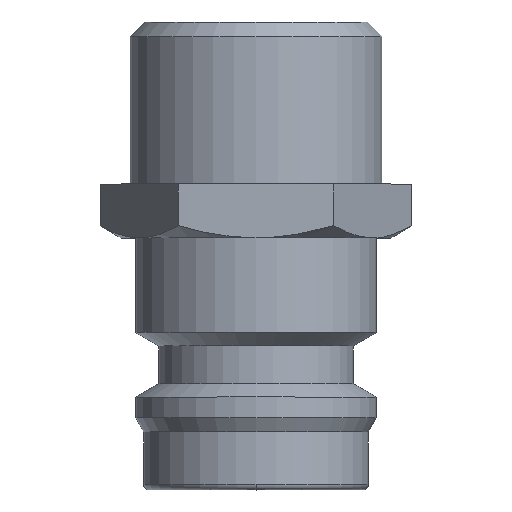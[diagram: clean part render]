
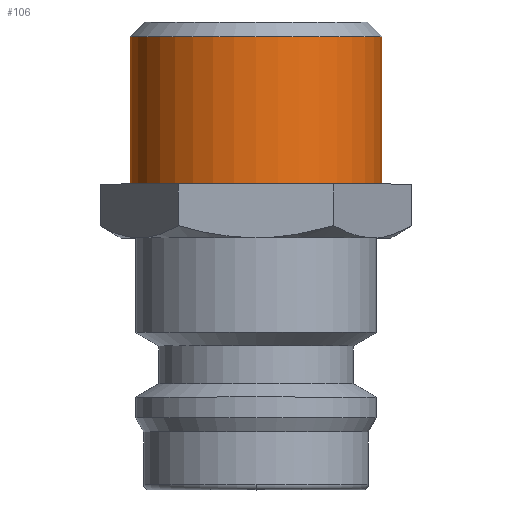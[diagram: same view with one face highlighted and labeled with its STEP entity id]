
A CAD part, top view. The second image highlights one B-rep face of the part: STEP entity #106.
In plain terms, the highlighted cylindrical face has radius 7 mm (diameter 14 mm), a partial arc.
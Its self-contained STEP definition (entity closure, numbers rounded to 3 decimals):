
#106=ADVANCED_FACE('',(#229),#230,.T.);
#229=FACE_OUTER_BOUND('',#366,.T.);
#230=CYLINDRICAL_SURFACE('',#367,7.0);
#366=EDGE_LOOP('',(#599,#600,#601,#602));
#367=AXIS2_PLACEMENT_3D('',#603,#604,#605);
#599=ORIENTED_EDGE('',*,*,#842,.F.);
#600=ORIENTED_EDGE('',*,*,#865,.F.);
#601=ORIENTED_EDGE('',*,*,#844,.F.);
#602=ORIENTED_EDGE('',*,*,#866,.F.);
#603=CARTESIAN_POINT('',(0.,20.6,0.0));
#604=DIRECTION('',(0.,1.0,0.0));
#605=DIRECTION('',(-1.0,0.,0.0));
#842=EDGE_CURVE('',#1005,#1006,#1007,.T.);
#844=EDGE_CURVE('',#1008,#1010,#1011,.T.);
#865=EDGE_CURVE('',#1010,#1005,#1038,.T.);
#866=EDGE_CURVE('',#1006,#1008,#1039,.T.);
#1005=VERTEX_POINT('',#1296);
#1006=VERTEX_POINT('',#1297);
#1007=LINE('',#1298,#1299);
#1008=VERTEX_POINT('',#1300);
#1010=VERTEX_POINT('',#1302);
#1011=LINE('',#1303,#1304);
#1038=CIRCLE('',#1357,7.0);
#1039=CIRCLE('',#1358,7.0);
#1296=CARTESIAN_POINT('',(-7.0,17.0,0.));
#1297=CARTESIAN_POINT('',(-7.0,25.188,0.0));
#1298=CARTESIAN_POINT('',(-7.0,20.6,0.));
#1299=VECTOR('',#1528,1.0);
#1300=CARTESIAN_POINT('',(7.0,25.188,0.));
#1302=CARTESIAN_POINT('',(7.0,17.0,0.));
#1303=CARTESIAN_POINT('',(7.0,20.6,0.));
#1304=VECTOR('',#1532,1.0);
#1357=AXIS2_PLACEMENT_3D('',#1561,#1562,#1563);
#1358=AXIS2_PLACEMENT_3D('',#1564,#1565,#1566);
#1528=DIRECTION('',(0.,1.0,0.0));
#1532=DIRECTION('',(0.,-1.0,-0.0));
#1561=CARTESIAN_POINT('',(0.,17.0,0.0));
#1562=DIRECTION('',(0.,-1.0,-0.0));
#1563=DIRECTION('',(-1.0,0.,0.0));
#1564=CARTESIAN_POINT('',(0.,25.188,0.0));
#1565=DIRECTION('',(0.,1.0,0.0));
#1566=DIRECTION('',(-1.0,0.,0.0));
